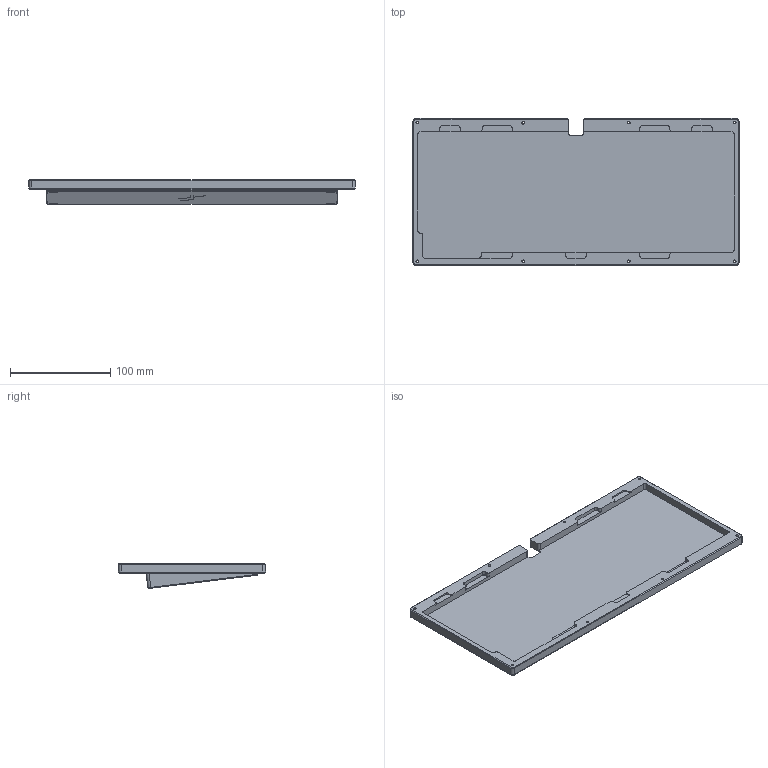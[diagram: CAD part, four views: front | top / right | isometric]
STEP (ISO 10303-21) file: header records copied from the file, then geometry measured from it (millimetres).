
FILE_DESCRIPTION(/* description */ (''),/* implementation_level */ '2;1');
FILE_NAME(/* name */ 'G75_Bottom_Case_V5.step',/* time_stamp */ '2022-09-08T09:31:53+02:00',/* author */ (''),/* organization */ (''),/* preprocessor_version */ 'ST-DEVELOPER v19',/* originating_system */ 'Autodesk Translation Framework v11.7.0.108',/* authorisation */ '');
FILE_SCHEMA (('AUTOMOTIVE_DESIGN { 1 0 10303 214 3 1 1 }'));
Length unit declared in the file: millimetre
Products named in the file (1): Bottom case (1)
Bounding box: 325.27 x 146.69 x 24.89 mm (x, y, z)
Volume: 442911.2 mm3; surface area: 117073.9 mm2
Topology: 1 solids, 1 shells, 181 faces, 463 edges, 298 vertices
Faces by surface type: plane 83, cylinder 80, torus 6, bspline 6, cone 6
Full cylindrical faces by diameter (mm): 2.5 x8, 4.5 x8, 8.5 x4
Entity records: 5643 total; most frequent: CARTESIAN_POINT 1055, DIRECTION 981, ORIENTED_EDGE 926, EDGE_CURVE 463, AXIS2_PLACEMENT_3D 350, VERTEX_POINT 298, LINE 281, VECTOR 281
